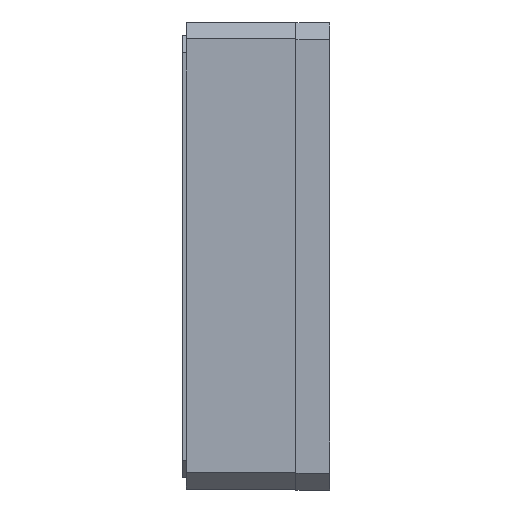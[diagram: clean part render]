
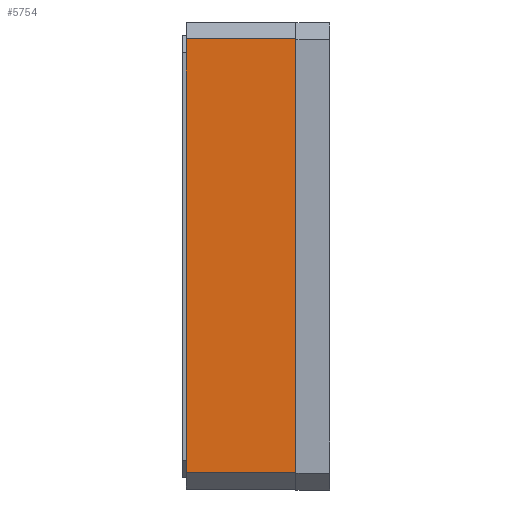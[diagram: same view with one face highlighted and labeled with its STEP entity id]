
A CAD part, left-side view. The second image highlights one B-rep face of the part: STEP entity #5754.
In plain terms, the highlighted planar face has unit normal (-1, 0, 0).
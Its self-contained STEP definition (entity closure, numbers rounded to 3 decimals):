
#123 = CARTESIAN_POINT ( 'NONE',  ( -27.5, 0., -27.5 ) ) ;
#225 = LINE ( 'NONE', #7340, #2676 ) ;
#524 = DIRECTION ( 'NONE',  ( 0., 0., 1. ) ) ;
#594 = ORIENTED_EDGE ( 'NONE', *, *, #3718, .T. ) ;
#608 = LINE ( 'NONE', #2929, #7301 ) ;
#722 = CARTESIAN_POINT ( 'NONE',  ( -27.5, 0., 25.5 ) ) ;
#1028 = ORIENTED_EDGE ( 'NONE', *, *, #1954, .T. ) ;
#1215 = VERTEX_POINT ( 'NONE', #7726 ) ;
#1374 = LINE ( 'NONE', #123, #2095 ) ;
#1586 = CARTESIAN_POINT ( 'NONE',  ( -27.5, 12.9, -25.5 ) ) ;
#1954 = EDGE_CURVE ( 'NONE', #1215, #5962, #1374, .T. ) ;
#2089 = VERTEX_POINT ( 'NONE', #6159 ) ;
#2095 = VECTOR ( 'NONE', #7428, 1000. ) ;
#2623 = DIRECTION ( 'NONE',  ( 0., 1., 0. ) ) ;
#2676 = VECTOR ( 'NONE', #2623, 1000. ) ;
#2929 = CARTESIAN_POINT ( 'NONE',  ( -27.5, 12.9, -27.5 ) ) ;
#3203 = EDGE_CURVE ( 'NONE', #5162, #2089, #608, .T. ) ;
#3718 = EDGE_CURVE ( 'NONE', #5162, #1215, #5245, .T. ) ;
#4371 = VECTOR ( 'NONE', #4652, 1000. ) ;
#4652 = DIRECTION ( 'NONE',  ( 0., -1., 0. ) ) ;
#5162 = VERTEX_POINT ( 'NONE', #1586 ) ;
#5216 = ORIENTED_EDGE ( 'NONE', *, *, #3203, .F. ) ;
#5245 = LINE ( 'NONE', #6536, #4371 ) ;
#5379 = CARTESIAN_POINT ( 'NONE',  ( -27.5, 12.9, -27.5 ) ) ;
#5468 = EDGE_CURVE ( 'NONE', #5962, #2089, #225, .T. ) ;
#5498 = DIRECTION ( 'NONE',  ( 0., 0., -1. ) ) ;
#5586 = AXIS2_PLACEMENT_3D ( 'NONE', #5379, #7757, #5498 ) ;
#5647 = ORIENTED_EDGE ( 'NONE', *, *, #5468, .T. ) ;
#5754 = ADVANCED_FACE ( 'NONE', ( #6080 ), #7248, .F. ) ;
#5962 = VERTEX_POINT ( 'NONE', #722 ) ;
#6080 = FACE_OUTER_BOUND ( 'NONE', #7441, .T. ) ;
#6159 = CARTESIAN_POINT ( 'NONE',  ( -27.5, 12.9, 25.5 ) ) ;
#6536 = CARTESIAN_POINT ( 'NONE',  ( -27.5, 12.9, -25.5 ) ) ;
#7248 = PLANE ( 'NONE',  #5586 ) ;
#7301 = VECTOR ( 'NONE', #524, 1000. ) ;
#7340 = CARTESIAN_POINT ( 'NONE',  ( -27.5, 12.9, 25.5 ) ) ;
#7428 = DIRECTION ( 'NONE',  ( 0., 0., 1. ) ) ;
#7441 = EDGE_LOOP ( 'NONE', ( #5216, #594, #1028, #5647 ) ) ;
#7726 = CARTESIAN_POINT ( 'NONE',  ( -27.5, 0., -25.5 ) ) ;
#7757 = DIRECTION ( 'NONE',  ( 1., 0., 0. ) ) ;
